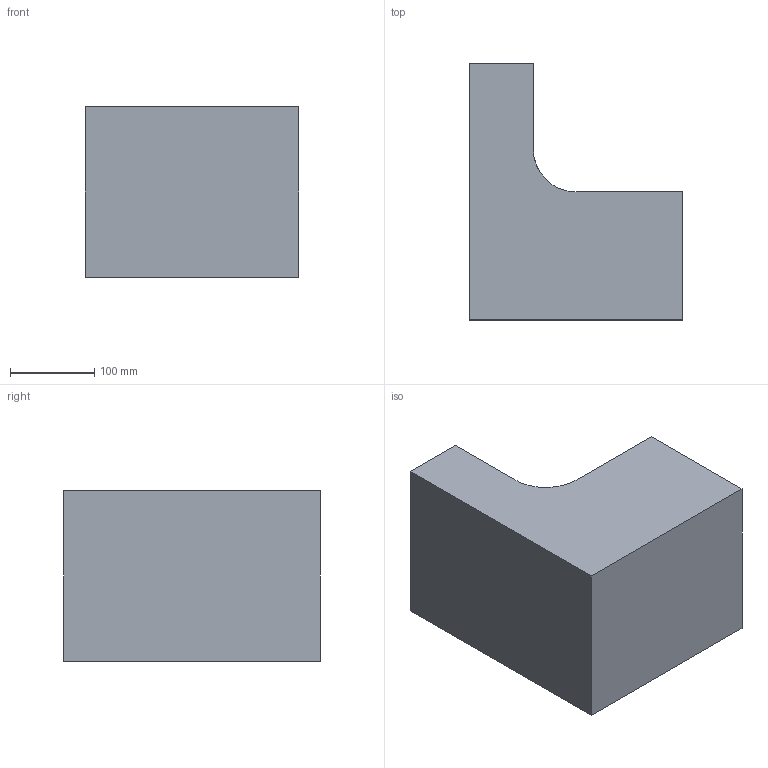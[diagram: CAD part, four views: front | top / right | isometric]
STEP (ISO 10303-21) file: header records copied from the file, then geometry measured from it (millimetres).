
FILE_DESCRIPTION((''),'2;1');
FILE_NAME('lbracket.stp', '2002-06-24T09:51:58',('User'),('SDRC'),'I-DEAS Master Series 8','UNIX', 'Yes');
FILE_SCHEMA(('CONSTRUCTION_HISTORY_SCHEMA'));
Length unit declared in the file: inch
Bounding box: 254 x 304.8 x 203.2 mm (x, y, z)
Volume: 10217603.6 mm3; surface area: 333045.2 mm2
Topology: 1 solids, 1 shells, 12 faces, 28 edges, 18 vertices
Faces by surface type: bspline 12
Entity records: 552 total; most frequent: CARTESIAN_POINT 232, ORIENTED_EDGE 60, EDGE_CURVE 35, VERTEX_POINT 27, QUASI_UNIFORM_CURVE 21, EDGE_LOOP 14, FACE_OUTER_BOUND 13, ADVANCED_FACE 12
